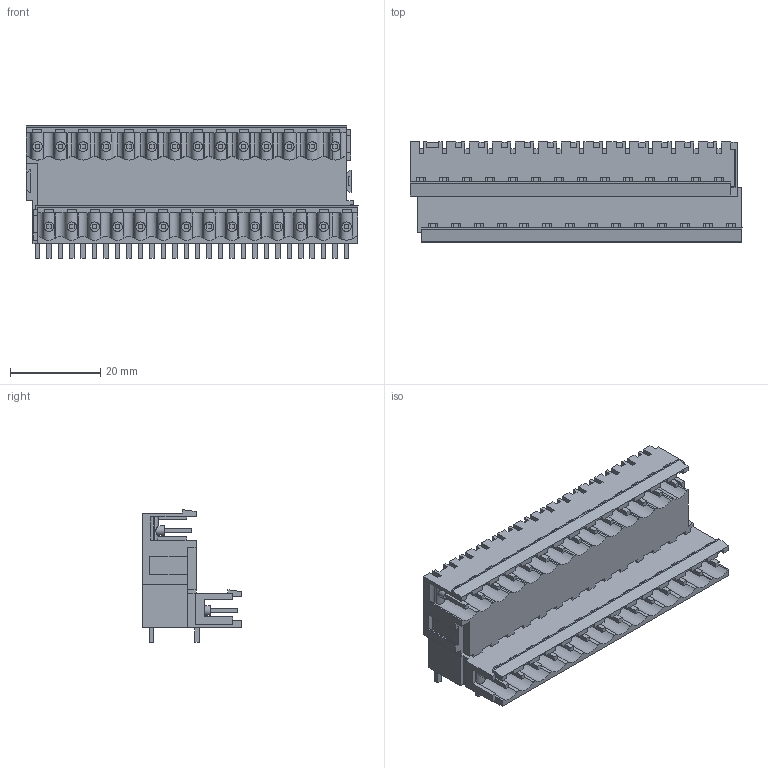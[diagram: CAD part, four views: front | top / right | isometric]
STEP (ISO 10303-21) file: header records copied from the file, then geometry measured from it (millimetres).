
FILE_DESCRIPTION(('CATIA V5R22 STEP214','CAx-IF Rec.Pracs.--- Model Styling and Organization---1.4--- 2014-01-23'),'2;1');
FILE_NAME ('D1454940_1_1725290000_1725290000.stp','2023-03-17T12:51:52+00:00',('none'),('Weidmueller'),'CATIA Version 5-6 Release 2016 SP3 HF44','CATIA V5 STEP AP214','none');
FILE_SCHEMA(('AUTOMOTIVE_DESIGN { 1 0 10303 214 1 1 1 1 }'));
Length unit declared in the file: millimetre
Products named in the file (1): 1725290000
Bounding box: 73.66 x 22.16 x 29.41 mm (x, y, z)
Volume: 16639.6 mm3; surface area: 19203.6 mm2
Topology: 29 solids, 29 shells, 1079 faces, 3467 edges, 2363 vertices
Faces by surface type: plane 879, cylinder 200
Entity records: 37981 total; most frequent: CARTESIAN_POINT 9524, ORIENTED_EDGE 6934, DIRECTION 4378, EDGE_CURVE 3467, VECTOR 2844, LINE 2844, VERTEX_POINT 2363, EDGE_LOOP 1136
